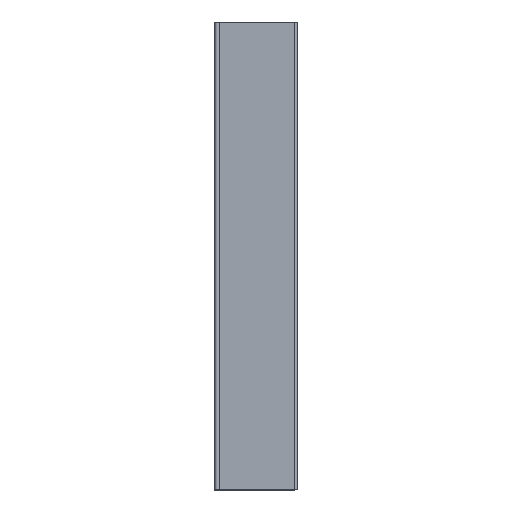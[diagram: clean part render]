
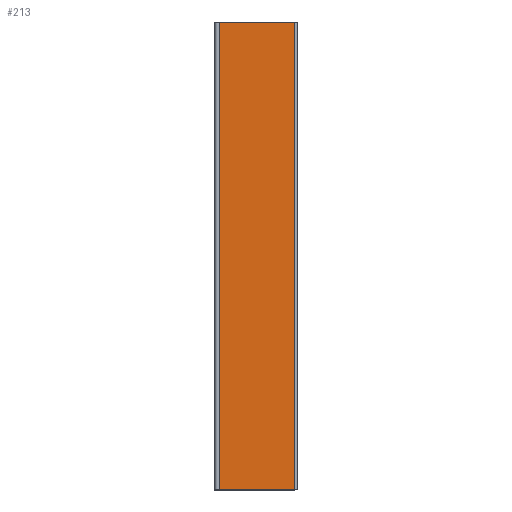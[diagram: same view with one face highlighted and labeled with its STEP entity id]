
A CAD part, top view. The second image highlights one B-rep face of the part: STEP entity #213.
In plain terms, the highlighted planar face has unit normal (0, 0, 1).
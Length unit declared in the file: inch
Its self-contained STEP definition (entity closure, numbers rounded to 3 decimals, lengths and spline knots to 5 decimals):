
#24=CARTESIAN_POINT('',(3.18585,12.93642,-0.375));
#25=VERTEX_POINT('',#24);
#42=CARTESIAN_POINT('',(3.18585,6.93642,-0.375));
#43=VERTEX_POINT('',#42);
#50=CARTESIAN_POINT('',(3.18585,6.93642,-0.375));
#51=DIRECTION('',(0.,1.,0.));
#52=VECTOR('',#51,1.);
#53=LINE('',#50,#52);
#54=EDGE_CURVE('',#43,#25,#53,.T.);
#159=CARTESIAN_POINT('',(4.15585,12.93642,-0.375));
#160=VERTEX_POINT('',#159);
#168=CARTESIAN_POINT('',(4.15585,6.93642,-0.375));
#169=VERTEX_POINT('',#168);
#170=CARTESIAN_POINT('',(4.15585,6.93642,-0.375));
#171=DIRECTION('',(0.,1.,0.));
#172=VECTOR('',#171,1.);
#173=LINE('',#170,#172);
#174=EDGE_CURVE('',#169,#160,#173,.T.);
#192=CARTESIAN_POINT('',(4.15585,12.93642,-0.375));
#193=DIRECTION('',(-1.,0.,0.));
#194=VECTOR('',#193,1.);
#195=LINE('',#192,#194);
#196=EDGE_CURVE('',#160,#25,#195,.T.);
#197=ORIENTED_EDGE('',*,*,#196,.T.);
#198=ORIENTED_EDGE('',*,*,#54,.F.);
#199=CARTESIAN_POINT('',(4.15585,6.93642,-0.375));
#200=DIRECTION('',(-1.,0.,0.));
#201=VECTOR('',#200,1.);
#202=LINE('',#199,#201);
#203=EDGE_CURVE('',#169,#43,#202,.T.);
#204=ORIENTED_EDGE('',*,*,#203,.F.);
#205=ORIENTED_EDGE('',*,*,#174,.T.);
#206=EDGE_LOOP('',(#197,#198,#204,#205));
#207=FACE_OUTER_BOUND('',#206,.T.);
#208=CARTESIAN_POINT('',(3.67085,6.93642,-0.375));
#209=DIRECTION('',(0.,0.,1.));
#210=DIRECTION('',(1.,0.,0.));
#211=AXIS2_PLACEMENT_3D('',#208,#209,#210);
#212=PLANE('',#211);
#213=ADVANCED_FACE('',(#207),#212,.T.);
